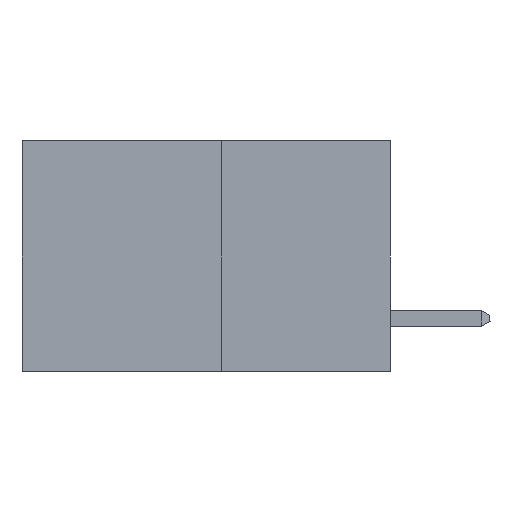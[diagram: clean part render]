
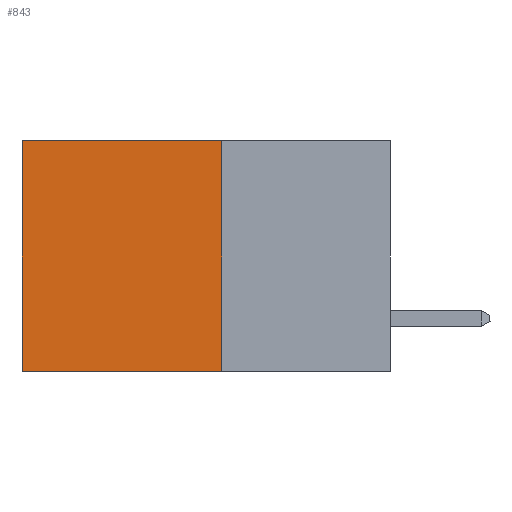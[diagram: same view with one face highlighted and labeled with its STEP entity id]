
A CAD part, left-side view. The second image highlights one B-rep face of the part: STEP entity #843.
In plain terms, the highlighted planar face has unit normal (-1, 0, 0).
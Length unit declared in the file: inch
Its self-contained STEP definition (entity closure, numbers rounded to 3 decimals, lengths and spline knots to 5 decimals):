
#13 = DIRECTION ( 'NONE',  ( 1., 0., 0. ) ) ;
#436 = ORIENTED_EDGE ( 'NONE', *, *, #8205, .T. ) ;
#843 = ADVANCED_FACE ( 'NONE', ( #7156 ), #7957, .F. ) ;
#1536 = CARTESIAN_POINT ( 'NONE',  ( 0.277, 0.59, -0.37 ) ) ;
#1673 = EDGE_CURVE ( 'NONE', #6746, #8549, #7761, .T. ) ;
#1853 = DIRECTION ( 'NONE',  ( 0., 0., -1. ) ) ;
#2610 = VECTOR ( 'NONE', #6505, 39.37008 ) ;
#3720 = DIRECTION ( 'NONE',  ( 0., 0., -1. ) ) ;
#4269 = ORIENTED_EDGE ( 'NONE', *, *, #11231, .F. ) ;
#4678 = VECTOR ( 'NONE', #13057, 39.37008 ) ;
#4971 = ORIENTED_EDGE ( 'NONE', *, *, #9206, .F. ) ;
#5396 = AXIS2_PLACEMENT_3D ( 'NONE', #9739, #13, #3720 ) ;
#5440 = CARTESIAN_POINT ( 'NONE',  ( 0.277, 0.27, -0.37 ) ) ;
#5797 = VECTOR ( 'NONE', #11622, 39.37008 ) ;
#6062 = VECTOR ( 'NONE', #1853, 39.37008 ) ;
#6107 = CARTESIAN_POINT ( 'NONE',  ( 0.277, 0.27, 0. ) ) ;
#6505 = DIRECTION ( 'NONE',  ( 0., 0., -1. ) ) ;
#6746 = VERTEX_POINT ( 'NONE', #12496 ) ;
#6826 = VERTEX_POINT ( 'NONE', #12248 ) ;
#7156 = FACE_OUTER_BOUND ( 'NONE', #12826, .T. ) ;
#7761 = LINE ( 'NONE', #6107, #4678 ) ;
#7957 = PLANE ( 'NONE',  #5396 ) ;
#8143 = LINE ( 'NONE', #5440, #2610 ) ;
#8205 = EDGE_CURVE ( 'NONE', #8549, #9374, #8821, .T. ) ;
#8549 = VERTEX_POINT ( 'NONE', #8645 ) ;
#8645 = CARTESIAN_POINT ( 'NONE',  ( 0.277, 0.59, 0. ) ) ;
#8821 = LINE ( 'NONE', #1536, #6062 ) ;
#8844 = CARTESIAN_POINT ( 'NONE',  ( 0.277, 0.59, -0.37 ) ) ;
#9206 = EDGE_CURVE ( 'NONE', #6746, #6826, #8143, .T. ) ;
#9374 = VERTEX_POINT ( 'NONE', #8844 ) ;
#9739 = CARTESIAN_POINT ( 'NONE',  ( 0.277, 0.27, -0.37 ) ) ;
#10675 = CARTESIAN_POINT ( 'NONE',  ( 0.277, 0.27, -0.37 ) ) ;
#11196 = LINE ( 'NONE', #10675, #5797 ) ;
#11231 = EDGE_CURVE ( 'NONE', #6826, #9374, #11196, .T. ) ;
#11526 = ORIENTED_EDGE ( 'NONE', *, *, #1673, .T. ) ;
#11622 = DIRECTION ( 'NONE',  ( 0., 1., 0. ) ) ;
#12248 = CARTESIAN_POINT ( 'NONE',  ( 0.277, 0.27, -0.37 ) ) ;
#12496 = CARTESIAN_POINT ( 'NONE',  ( 0.277, 0.27, 0. ) ) ;
#12826 = EDGE_LOOP ( 'NONE', ( #436, #4269, #4971, #11526 ) ) ;
#13057 = DIRECTION ( 'NONE',  ( 0., 1., 0. ) ) ;
